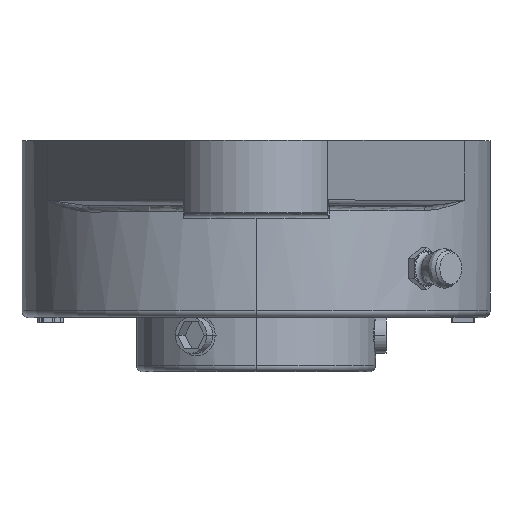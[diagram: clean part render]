
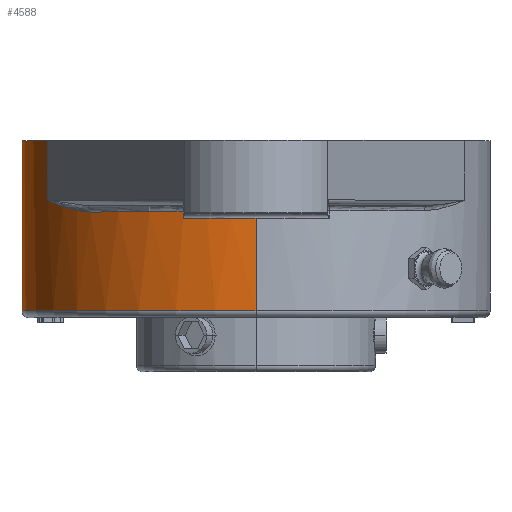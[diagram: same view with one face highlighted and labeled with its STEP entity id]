
A CAD part, top view. The second image highlights one B-rep face of the part: STEP entity #4588.
In plain terms, the highlighted cylindrical face has radius 45 mm (diameter 90 mm), a partial arc.
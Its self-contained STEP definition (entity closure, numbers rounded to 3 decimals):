
#55=CARTESIAN_POINT('',(0.,14.,0.));
#56=DIRECTION('',(0.,1.,0.));
#57=DIRECTION('',(-0.891,0.,-0.454));
#58=AXIS2_PLACEMENT_3D('',#55,#56,#57);
#147=CARTESIAN_POINT('',(0.,-1.,0.));
#148=DIRECTION('',(0.,1.,0.));
#149=DIRECTION('',(-0.312,0.,0.95));
#150=AXIS2_PLACEMENT_3D('',#147,#148,#149);
#152=DIRECTION('',(0.,-1.,0.));
#153=VECTOR('',#152,17.73);
#154=CARTESIAN_POINT('',(0.,-1.,45.));
#155=LINE('',#154,#153);
#156=CARTESIAN_POINT('',(0.,-18.73,0.));
#157=DIRECTION('',(0.,-1.,0.));
#158=DIRECTION('',(0.,0.,1.));
#159=AXIS2_PLACEMENT_3D('',#156,#157,#158);
#161=CARTESIAN_POINT('',(0.,-1.,0.));
#162=DIRECTION('',(0.,1.,0.));
#163=DIRECTION('',(0.,0.,-1.));
#164=AXIS2_PLACEMENT_3D('',#161,#162,#163);
#166=CARTESIAN_POINT('',(0.,0.254,0.));
#167=DIRECTION('',(0.,1.,0.));
#168=DIRECTION('',(-0.315,0.,-0.949));
#169=AXIS2_PLACEMENT_3D('',#166,#167,#168);
#171=CARTESIAN_POINT('',(-31.813,0.254,
-31.827));
#172=CARTESIAN_POINT('',(-32.112,0.254,
-31.527));
#173=CARTESIAN_POINT('',(-32.727,0.278,
-30.896));
#174=CARTESIAN_POINT('',(-33.687,0.384,
-29.848));
#175=CARTESIAN_POINT('',(-34.682,0.56,
-28.688));
#176=CARTESIAN_POINT('',(-35.719,0.809,
-27.389));
#177=CARTESIAN_POINT('',(-36.795,1.132,-25.929));
#178=CARTESIAN_POINT('',(-37.886,1.526,-24.311));
#179=CARTESIAN_POINT('',(-38.986,1.986,-22.51));
#180=CARTESIAN_POINT('',(-39.73,2.339,-21.146));
#181=CARTESIAN_POINT('',(-40.099,2.524,-20.423));
#183=DIRECTION('',(0.,1.,0.));
#184=VECTOR('',#183,11.476);
#185=CARTESIAN_POINT('',(-40.099,2.524,-20.423));
#186=LINE('',#185,#184);
#187=CARTESIAN_POINT('',(-40.099,2.524,20.423));
#188=CARTESIAN_POINT('',(-39.73,2.339,21.146));
#189=CARTESIAN_POINT('',(-38.986,1.986,22.511));
#190=CARTESIAN_POINT('',(-37.886,1.526,24.311));
#191=CARTESIAN_POINT('',(-36.795,1.132,25.93));
#192=CARTESIAN_POINT('',(-35.719,0.809,27.389));
#193=CARTESIAN_POINT('',(-34.682,0.56,28.689));
#194=CARTESIAN_POINT('',(-33.687,0.384,29.849));
#195=CARTESIAN_POINT('',(-32.727,0.278,30.897));
#196=CARTESIAN_POINT('',(-32.112,0.254,31.527));
#197=CARTESIAN_POINT('',(-31.813,0.254,31.827));
#199=CARTESIAN_POINT('',(0.,0.254,0.));
#200=DIRECTION('',(0.,1.,0.));
#201=DIRECTION('',(-0.707,0.,0.707));
#202=AXIS2_PLACEMENT_3D('',#199,#200,#201);
#279=DIRECTION('',(0.,-1.,0.));
#280=VECTOR('',#279,17.73);
#281=CARTESIAN_POINT('',(0.,-1.,-45.));
#282=LINE('',#281,#280);
#526=DIRECTION('',(0.,1.,0.));
#527=VECTOR('',#526,1.254);
#528=CARTESIAN_POINT('',(-14.018,-1.,42.761));
#529=LINE('',#528,#527);
#535=CARTESIAN_POINT('',(-14.018,0.254,42.761));
#571=CARTESIAN_POINT('',(-40.099,2.524,20.423));
#592=DIRECTION('',(0.,1.,0.));
#593=VECTOR('',#592,11.476);
#594=CARTESIAN_POINT('',(-40.099,2.524,20.423));
#595=LINE('',#594,#593);
#737=DIRECTION('',(0.,-1.,0.));
#738=VECTOR('',#737,1.254);
#739=CARTESIAN_POINT('',(-14.154,0.254,
-42.716));
#740=LINE('',#739,#738);
#916=CARTESIAN_POINT('',(-14.154,0.254,
-42.716));
#3470=CARTESIAN_POINT('',(-40.099,14.,-20.423));
#3471=CARTESIAN_POINT('',(-40.099,14.,20.423));
#3472=VERTEX_POINT('',#3470);
#3473=VERTEX_POINT('',#3471);
#3516=VERTEX_POINT('',#171);
#3517=VERTEX_POINT('',#181);
#3519=CARTESIAN_POINT('',(-31.813,0.254,31.827));
#3521=VERTEX_POINT('',#3519);
#3534=CARTESIAN_POINT('',(0.,-18.73,-45.));
#3535=CARTESIAN_POINT('',(0.,-18.73,45.));
#3536=VERTEX_POINT('',#3534);
#3537=VERTEX_POINT('',#3535);
#3565=VERTEX_POINT('',#535);
#3578=CARTESIAN_POINT('',(0.,-1.,45.));
#3580=VERTEX_POINT('',#3578);
#3582=CARTESIAN_POINT('',(-14.018,-1.,42.761));
#3583=VERTEX_POINT('',#3582);
#3584=CARTESIAN_POINT('',(0.,-1.,-45.));
#3585=CARTESIAN_POINT('',(-14.154,-1.,-42.716));
#3586=VERTEX_POINT('',#3584);
#3587=VERTEX_POINT('',#3585);
#3614=VERTEX_POINT('',#571);
#3622=VERTEX_POINT('',#916);
#4554=CARTESIAN_POINT('',(0.,14.,0.));
#4555=DIRECTION('',(0.,-1.,0.));
#4556=DIRECTION('',(0.,0.,-1.));
#4557=AXIS2_PLACEMENT_3D('',#4554,#4555,#4556);
#4558=CYLINDRICAL_SURFACE('',#4557,45.);
#4560=ORIENTED_EDGE('',*,*,#4559,.T.);
#4562=ORIENTED_EDGE('',*,*,#4561,.T.);
#4564=ORIENTED_EDGE('',*,*,#4563,.T.);
#4566=ORIENTED_EDGE('',*,*,#4565,.F.);
#4568=ORIENTED_EDGE('',*,*,#4567,.T.);
#4570=ORIENTED_EDGE('',*,*,#4569,.F.);
#4572=ORIENTED_EDGE('',*,*,#4571,.T.);
#4574=ORIENTED_EDGE('',*,*,#4573,.T.);
#4576=ORIENTED_EDGE('',*,*,#4575,.T.);
#4577=ORIENTED_EDGE('',*,*,#4507,.T.);
#4579=ORIENTED_EDGE('',*,*,#4578,.F.);
#4581=ORIENTED_EDGE('',*,*,#4580,.T.);
#4583=ORIENTED_EDGE('',*,*,#4582,.T.);
#4585=ORIENTED_EDGE('',*,*,#4584,.F.);
#4586=EDGE_LOOP('',(#4560,#4562,#4564,#4566,#4568,#4570,#4572,#4574,#4576,#4577,
#4579,#4581,#4583,#4585));
#4587=FACE_OUTER_BOUND('',#4586,.F.);
#4588=ADVANCED_FACE('',(#4587),#4558,.T.);
#59=CIRCLE('',#58,45.);
#151=CIRCLE('',#150,45.);
#160=CIRCLE('',#159,45.);
#165=CIRCLE('',#164,45.);
#170=CIRCLE('',#169,45.);
#182=B_SPLINE_CURVE_WITH_KNOTS('',3,(#171,#172,#173,#174,#175,#176,#177,#178,
#179,#180,#181),.UNSPECIFIED.,.F.,.F.,(4,1,1,1,1,1,1,1,4),(0.,0.125,0.25,
0.375,0.5,0.625,0.75,0.875,1.),.UNSPECIFIED.);
#198=B_SPLINE_CURVE_WITH_KNOTS('',3,(#187,#188,#189,#190,#191,#192,#193,#194,
#195,#196,#197),.UNSPECIFIED.,.F.,.F.,(4,1,1,1,1,1,1,1,4),(0.,0.125,0.25,
0.375,0.5,0.625,0.75,0.875,1.),.UNSPECIFIED.);
#203=CIRCLE('',#202,45.);
#4507=EDGE_CURVE('',#3472,#3473,#59,.T.);
#4559=EDGE_CURVE('',#3583,#3580,#151,.T.);
#4561=EDGE_CURVE('',#3580,#3537,#155,.T.);
#4563=EDGE_CURVE('',#3537,#3536,#160,.T.);
#4565=EDGE_CURVE('',#3586,#3536,#282,.T.);
#4567=EDGE_CURVE('',#3586,#3587,#165,.T.);
#4569=EDGE_CURVE('',#3622,#3587,#740,.T.);
#4571=EDGE_CURVE('',#3622,#3516,#170,.T.);
#4573=EDGE_CURVE('',#3516,#3517,#182,.T.);
#4575=EDGE_CURVE('',#3517,#3472,#186,.T.);
#4578=EDGE_CURVE('',#3614,#3473,#595,.T.);
#4580=EDGE_CURVE('',#3614,#3521,#198,.T.);
#4582=EDGE_CURVE('',#3521,#3565,#203,.T.);
#4584=EDGE_CURVE('',#3583,#3565,#529,.T.);
